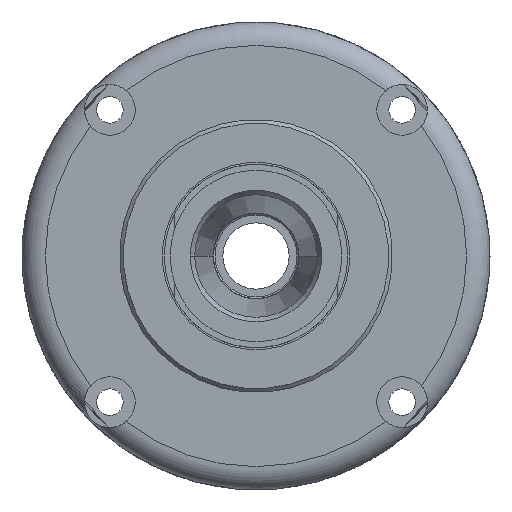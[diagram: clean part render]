
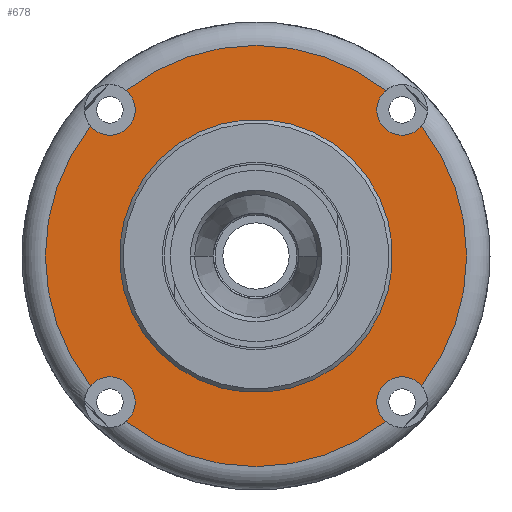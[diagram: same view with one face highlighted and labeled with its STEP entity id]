
A CAD part, left-side view. The second image highlights one B-rep face of the part: STEP entity #678.
In plain terms, the highlighted planar face has unit normal (-1, 0, 0).
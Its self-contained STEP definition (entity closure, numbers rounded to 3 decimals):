
#106 = CIRCLE ( 'NONE', #8316, 3.25 ) ;
#131 = DIRECTION ( 'NONE',  ( 0., 0., 1. ) ) ;
#177 = AXIS2_PLACEMENT_3D ( 'NONE', #1301, #2593, #6576 ) ;
#202 = CARTESIAN_POINT ( 'NONE',  ( 0.5, -26.805, 3.236 ) ) ;
#238 = CARTESIAN_POINT ( 'NONE',  ( 0.5, 26.5, 0. ) ) ;
#306 = DIRECTION ( 'NONE',  ( -1., 0., 0. ) ) ;
#383 = CARTESIAN_POINT ( 'NONE',  ( 0.5, 26.5, 0. ) ) ;
#475 = AXIS2_PLACEMENT_3D ( 'NONE', #578, #3952, #7200 ) ;
#514 = DIRECTION ( 'NONE',  ( -1., 0., 0. ) ) ;
#578 = CARTESIAN_POINT ( 'NONE',  ( 0.5, 0., 0. ) ) ;
#611 = AXIS2_PLACEMENT_3D ( 'NONE', #1676, #3732, #3650 ) ;
#633 = ORIENTED_EDGE ( 'NONE', *, *, #1901, .F. ) ;
#678 = ADVANCED_FACE ( 'NONE', ( #2150, #7970 ), #3807, .F. ) ;
#734 = CARTESIAN_POINT ( 'NONE',  ( 0.5, -3.236, 26.805 ) ) ;
#778 = DIRECTION ( 'NONE',  ( -1., 0., 0. ) ) ;
#821 = CARTESIAN_POINT ( 'NONE',  ( 0.5, 0., 0. ) ) ;
#880 = EDGE_CURVE ( 'NONE', #1359, #7315, #2883, .T. ) ;
#938 = DIRECTION ( 'NONE',  ( 0., 0., -1. ) ) ;
#1088 = DIRECTION ( 'NONE',  ( 1., 0., 0. ) ) ;
#1102 = AXIS2_PLACEMENT_3D ( 'NONE', #3472, #4816, #2052 ) ;
#1135 = CIRCLE ( 'NONE', #5411, 27. ) ;
#1205 = CIRCLE ( 'NONE', #2568, 3.25 ) ;
#1290 = VERTEX_POINT ( 'NONE', #4094 ) ;
#1291 = DIRECTION ( 'NONE',  ( -1., 0., 0. ) ) ;
#1301 = CARTESIAN_POINT ( 'NONE',  ( 0.5, -26.5, 0. ) ) ;
#1326 = CARTESIAN_POINT ( 'NONE',  ( 0.5, 0., 0. ) ) ;
#1359 = VERTEX_POINT ( 'NONE', #1480 ) ;
#1370 = CARTESIAN_POINT ( 'NONE',  ( 0.5, 0., -26.5 ) ) ;
#1469 = VERTEX_POINT ( 'NONE', #8560 ) ;
#1480 = CARTESIAN_POINT ( 'NONE',  ( 0.5, -3.236, -26.805 ) ) ;
#1539 = VERTEX_POINT ( 'NONE', #3363 ) ;
#1648 = DIRECTION ( 'NONE',  ( -1., 0., 0. ) ) ;
#1676 = CARTESIAN_POINT ( 'NONE',  ( 0.5, -26.5, 0. ) ) ;
#1700 = CARTESIAN_POINT ( 'NONE',  ( 0.5, 17.5, 0. ) ) ;
#1830 = ORIENTED_EDGE ( 'NONE', *, *, #4392, .F. ) ;
#1901 = EDGE_CURVE ( 'NONE', #2814, #7697, #1205, .T. ) ;
#1980 = CIRCLE ( 'NONE', #1102, 3.25 ) ;
#2052 = DIRECTION ( 'NONE',  ( 0., 0., 1. ) ) ;
#2150 = FACE_BOUND ( 'NONE', #3221, .T. ) ;
#2170 = DIRECTION ( 'NONE',  ( 0., 0., -1. ) ) ;
#2258 = CARTESIAN_POINT ( 'NONE',  ( 0.5, 26.5, 3.25 ) ) ;
#2307 = CIRCLE ( 'NONE', #3333, 3.25 ) ;
#2396 = DIRECTION ( 'NONE',  ( 0., 0., -1. ) ) ;
#2474 = ORIENTED_EDGE ( 'NONE', *, *, #5851, .F. ) ;
#2496 = CARTESIAN_POINT ( 'NONE',  ( 0.5, 0., 17.5 ) ) ;
#2559 = ORIENTED_EDGE ( 'NONE', *, *, #6148, .F. ) ;
#2568 = AXIS2_PLACEMENT_3D ( 'NONE', #1370, #7952, #8641 ) ;
#2593 = DIRECTION ( 'NONE',  ( -1., 0., 0. ) ) ;
#2692 = EDGE_CURVE ( 'NONE', #7188, #8263, #4012, .T. ) ;
#2705 = DIRECTION ( 'NONE',  ( 0., 0., 1. ) ) ;
#2814 = VERTEX_POINT ( 'NONE', #6554 ) ;
#2838 = CARTESIAN_POINT ( 'NONE',  ( 0.5, 0., 26.5 ) ) ;
#2883 = CIRCLE ( 'NONE', #5302, 27. ) ;
#2977 = ORIENTED_EDGE ( 'NONE', *, *, #5478, .F. ) ;
#3185 = ORIENTED_EDGE ( 'NONE', *, *, #6275, .F. ) ;
#3221 = EDGE_LOOP ( 'NONE', ( #2559, #4558 ) ) ;
#3222 = EDGE_CURVE ( 'NONE', #1290, #5019, #6818, .T. ) ;
#3294 = DIRECTION ( 'NONE',  ( 0., 0., 1. ) ) ;
#3313 = CARTESIAN_POINT ( 'NONE',  ( 0.5, 26.5, 0. ) ) ;
#3333 = AXIS2_PLACEMENT_3D ( 'NONE', #238, #4909, #3837 ) ;
#3363 = CARTESIAN_POINT ( 'NONE',  ( 0.5, 26.5, -3.25 ) ) ;
#3471 = EDGE_CURVE ( 'NONE', #7261, #8478, #3701, .T. ) ;
#3472 = CARTESIAN_POINT ( 'NONE',  ( 0.5, 0., -26.5 ) ) ;
#3481 = ORIENTED_EDGE ( 'NONE', *, *, #3738, .T. ) ;
#3629 = CARTESIAN_POINT ( 'NONE',  ( 0.5, -26.5, -3.25 ) ) ;
#3650 = DIRECTION ( 'NONE',  ( 0., 0., 1. ) ) ;
#3655 = AXIS2_PLACEMENT_3D ( 'NONE', #5060, #1648, #2396 ) ;
#3690 = EDGE_CURVE ( 'NONE', #5019, #7315, #5570, .T. ) ;
#3701 = CIRCLE ( 'NONE', #7927, 3.25 ) ;
#3732 = DIRECTION ( 'NONE',  ( -1., 0., 0. ) ) ;
#3738 = EDGE_CURVE ( 'NONE', #1469, #7697, #4216, .T. ) ;
#3766 = CIRCLE ( 'NONE', #5580, 3.25 ) ;
#3807 = PLANE ( 'NONE',  #7195 ) ;
#3837 = DIRECTION ( 'NONE',  ( 0., 0., 1. ) ) ;
#3952 = DIRECTION ( 'NONE',  ( -1., 0., 0. ) ) ;
#4012 = CIRCLE ( 'NONE', #8613, 17.5 ) ;
#4094 = CARTESIAN_POINT ( 'NONE',  ( 0.5, -26.5, 3.25 ) ) ;
#4166 = CARTESIAN_POINT ( 'NONE',  ( 0.5, 26.805, 3.236 ) ) ;
#4216 = CIRCLE ( 'NONE', #3655, 27. ) ;
#4272 = DIRECTION ( 'NONE',  ( -1., 0., 0. ) ) ;
#4296 = CIRCLE ( 'NONE', #6401, 3.25 ) ;
#4392 = EDGE_CURVE ( 'NONE', #1539, #5103, #5765, .T. ) ;
#4558 = ORIENTED_EDGE ( 'NONE', *, *, #2692, .F. ) ;
#4564 = AXIS2_PLACEMENT_3D ( 'NONE', #821, #6179, #2170 ) ;
#4594 = AXIS2_PLACEMENT_3D ( 'NONE', #383, #7086, #7007 ) ;
#4693 = CIRCLE ( 'NONE', #475, 17.5 ) ;
#4802 = CARTESIAN_POINT ( 'NONE',  ( 0.5, 0., 0. ) ) ;
#4816 = DIRECTION ( 'NONE',  ( -1., 0., 0. ) ) ;
#4845 = CARTESIAN_POINT ( 'NONE',  ( 0.5, 0., -17.5 ) ) ;
#4848 = DIRECTION ( 'NONE',  ( 0., 0., 1. ) ) ;
#4909 = DIRECTION ( 'NONE',  ( -1., 0., 0. ) ) ;
#5019 = VERTEX_POINT ( 'NONE', #3629 ) ;
#5060 = CARTESIAN_POINT ( 'NONE',  ( 0.5, 0., 0. ) ) ;
#5103 = VERTEX_POINT ( 'NONE', #2258 ) ;
#5302 = AXIS2_PLACEMENT_3D ( 'NONE', #1326, #1291, #6649 ) ;
#5354 = ORIENTED_EDGE ( 'NONE', *, *, #6318, .T. ) ;
#5411 = AXIS2_PLACEMENT_3D ( 'NONE', #4802, #306, #938 ) ;
#5416 = DIRECTION ( 'NONE',  ( 0., 0., 1. ) ) ;
#5478 = EDGE_CURVE ( 'NONE', #5103, #5621, #106, .T. ) ;
#5570 = CIRCLE ( 'NONE', #611, 3.25 ) ;
#5580 = AXIS2_PLACEMENT_3D ( 'NONE', #2838, #4272, #4848 ) ;
#5619 = EDGE_CURVE ( 'NONE', #6406, #1290, #4296, .T. ) ;
#5621 = VERTEX_POINT ( 'NONE', #4166 ) ;
#5765 = CIRCLE ( 'NONE', #4594, 3.25 ) ;
#5829 = EDGE_LOOP ( 'NONE', ( #6059, #6753, #7016, #7068, #8055, #5354, #3185, #7404, #5964, #2977, #1830, #2474, #3481, #633 ) ) ;
#5851 = EDGE_CURVE ( 'NONE', #1469, #1539, #2307, .T. ) ;
#5964 = ORIENTED_EDGE ( 'NONE', *, *, #6934, .T. ) ;
#6059 = ORIENTED_EDGE ( 'NONE', *, *, #6248, .F. ) ;
#6143 = CIRCLE ( 'NONE', #4564, 27. ) ;
#6148 = EDGE_CURVE ( 'NONE', #8263, #7188, #4693, .T. ) ;
#6179 = DIRECTION ( 'NONE',  ( -1., 0., 0. ) ) ;
#6248 = EDGE_CURVE ( 'NONE', #1359, #2814, #1980, .T. ) ;
#6275 = EDGE_CURVE ( 'NONE', #8478, #7420, #3766, .T. ) ;
#6318 = EDGE_CURVE ( 'NONE', #6406, #7420, #6143, .T. ) ;
#6401 = AXIS2_PLACEMENT_3D ( 'NONE', #7439, #6780, #131 ) ;
#6406 = VERTEX_POINT ( 'NONE', #202 ) ;
#6554 = CARTESIAN_POINT ( 'NONE',  ( 0.5, 0., -23.25 ) ) ;
#6576 = DIRECTION ( 'NONE',  ( 0., 0., 1. ) ) ;
#6649 = DIRECTION ( 'NONE',  ( 0., 0., -1. ) ) ;
#6744 = CARTESIAN_POINT ( 'NONE',  ( 0.5, -26.805, -3.236 ) ) ;
#6753 = ORIENTED_EDGE ( 'NONE', *, *, #880, .T. ) ;
#6780 = DIRECTION ( 'NONE',  ( -1., 0., 0. ) ) ;
#6818 = CIRCLE ( 'NONE', #177, 3.25 ) ;
#6934 = EDGE_CURVE ( 'NONE', #7261, #5621, #1135, .T. ) ;
#7007 = DIRECTION ( 'NONE',  ( 0., 0., 1. ) ) ;
#7016 = ORIENTED_EDGE ( 'NONE', *, *, #3690, .F. ) ;
#7033 = CARTESIAN_POINT ( 'NONE',  ( 0.5, 3.236, -26.805 ) ) ;
#7068 = ORIENTED_EDGE ( 'NONE', *, *, #3222, .F. ) ;
#7086 = DIRECTION ( 'NONE',  ( -1., 0., 0. ) ) ;
#7188 = VERTEX_POINT ( 'NONE', #2496 ) ;
#7195 = AXIS2_PLACEMENT_3D ( 'NONE', #1700, #1088, #8464 ) ;
#7200 = DIRECTION ( 'NONE',  ( 0., 0., 1. ) ) ;
#7261 = VERTEX_POINT ( 'NONE', #7809 ) ;
#7315 = VERTEX_POINT ( 'NONE', #6744 ) ;
#7388 = CARTESIAN_POINT ( 'NONE',  ( 0.5, 0., 26.5 ) ) ;
#7404 = ORIENTED_EDGE ( 'NONE', *, *, #3471, .F. ) ;
#7420 = VERTEX_POINT ( 'NONE', #734 ) ;
#7439 = CARTESIAN_POINT ( 'NONE',  ( 0.5, -26.5, 0. ) ) ;
#7684 = CARTESIAN_POINT ( 'NONE',  ( 0.5, 0., 0. ) ) ;
#7697 = VERTEX_POINT ( 'NONE', #7033 ) ;
#7809 = CARTESIAN_POINT ( 'NONE',  ( 0.5, 3.236, 26.805 ) ) ;
#7927 = AXIS2_PLACEMENT_3D ( 'NONE', #7388, #778, #2705 ) ;
#7952 = DIRECTION ( 'NONE',  ( -1., 0., 0. ) ) ;
#7963 = DIRECTION ( 'NONE',  ( -1., 0., 0. ) ) ;
#7970 = FACE_OUTER_BOUND ( 'NONE', #5829, .T. ) ;
#8055 = ORIENTED_EDGE ( 'NONE', *, *, #5619, .F. ) ;
#8263 = VERTEX_POINT ( 'NONE', #4845 ) ;
#8312 = CARTESIAN_POINT ( 'NONE',  ( 0.5, 0., 23.25 ) ) ;
#8316 = AXIS2_PLACEMENT_3D ( 'NONE', #3313, #7963, #5416 ) ;
#8464 = DIRECTION ( 'NONE',  ( 0., 0., -1. ) ) ;
#8478 = VERTEX_POINT ( 'NONE', #8312 ) ;
#8560 = CARTESIAN_POINT ( 'NONE',  ( 0.5, 26.805, -3.236 ) ) ;
#8613 = AXIS2_PLACEMENT_3D ( 'NONE', #7684, #514, #3294 ) ;
#8641 = DIRECTION ( 'NONE',  ( 0., 0., 1. ) ) ;
